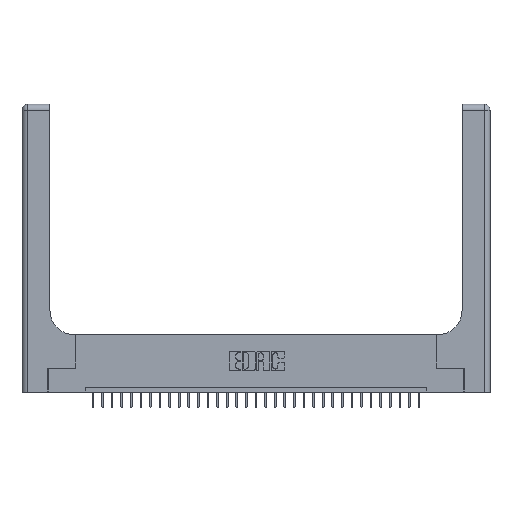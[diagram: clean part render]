
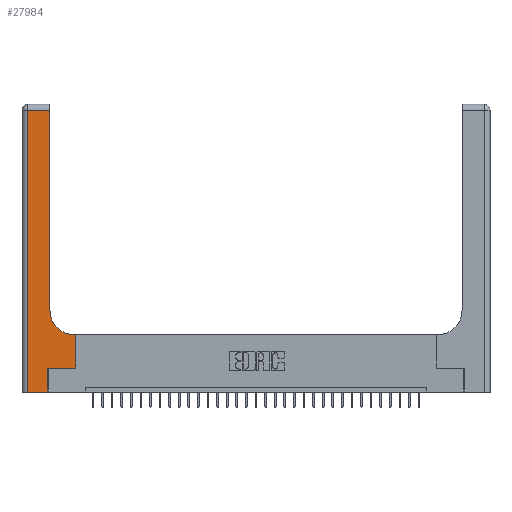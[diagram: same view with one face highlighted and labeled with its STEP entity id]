
A CAD part, top view. The second image highlights one B-rep face of the part: STEP entity #27984.
In plain terms, the highlighted planar face has unit normal (0, 0, 1).
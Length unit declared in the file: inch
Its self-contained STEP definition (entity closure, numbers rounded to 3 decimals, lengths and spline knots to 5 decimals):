
#175 = DIRECTION ( 'NONE',  ( 0., 0., -1. ) ) ;
#236 = LINE ( 'NONE', #16413, #11274 ) ;
#1263 = VECTOR ( 'NONE', #15864, 39.37008 ) ;
#1308 = CARTESIAN_POINT ( 'NONE',  ( 0.5415, 0.85, 0.37 ) ) ;
#1405 = ORIENTED_EDGE ( 'NONE', *, *, #7009, .T. ) ;
#1526 = CARTESIAN_POINT ( 'NONE',  ( 0.269, 0., 0.37 ) ) ;
#1871 = EDGE_CURVE ( 'NONE', #18662, #29824, #20825, .T. ) ;
#2072 = LINE ( 'NONE', #9088, #3636 ) ;
#2405 = VERTEX_POINT ( 'NONE', #21041 ) ;
#2990 = EDGE_CURVE ( 'NONE', #28317, #15656, #27581, .T. ) ;
#3288 = ORIENTED_EDGE ( 'NONE', *, *, #2990, .T. ) ;
#3636 = VECTOR ( 'NONE', #26649, 39.37008 ) ;
#3799 = EDGE_CURVE ( 'NONE', #6624, #18662, #9820, .T. ) ;
#4566 = DIRECTION ( 'NONE',  ( -1., 0., 0. ) ) ;
#4898 = CARTESIAN_POINT ( 'NONE',  ( 0.269, 0.25, 0.37 ) ) ;
#6005 = AXIS2_PLACEMENT_3D ( 'NONE', #16754, #11880, #29544 ) ;
#6624 = VERTEX_POINT ( 'NONE', #19326 ) ;
#6694 = EDGE_CURVE ( 'NONE', #2405, #6624, #236, .T. ) ;
#6897 = PLANE ( 'NONE',  #6005 ) ;
#7009 = EDGE_CURVE ( 'NONE', #29824, #28492, #27737, .T. ) ;
#7753 = CARTESIAN_POINT ( 'NONE',  ( 0.06, 0., 0.37 ) ) ;
#8296 = CARTESIAN_POINT ( 'NONE',  ( 0.06, 2.94, 0.37 ) ) ;
#8764 = DIRECTION ( 'NONE',  ( 1., 0., 0. ) ) ;
#9088 = CARTESIAN_POINT ( 'NONE',  ( 0.269, 0., 0.37 ) ) ;
#9356 = CARTESIAN_POINT ( 'NONE',  ( 0.5585, 0.25, 0.37 ) ) ;
#9820 = CIRCLE ( 'NONE', #25178, 0.25 ) ;
#10283 = EDGE_CURVE ( 'NONE', #15656, #17680, #2072, .T. ) ;
#11222 = ORIENTED_EDGE ( 'NONE', *, *, #6694, .T. ) ;
#11274 = VECTOR ( 'NONE', #4566, 39.37008 ) ;
#11880 = DIRECTION ( 'NONE',  ( 0., 0., -1. ) ) ;
#12451 = CARTESIAN_POINT ( 'NONE',  ( 0.2915, 3., 0.37 ) ) ;
#12578 = CARTESIAN_POINT ( 'NONE',  ( 0.06, 3., 0.37 ) ) ;
#15377 = DIRECTION ( 'NONE',  ( 1., 0., 0. ) ) ;
#15413 = EDGE_CURVE ( 'NONE', #29320, #2405, #18169, .T. ) ;
#15656 = VERTEX_POINT ( 'NONE', #1526 ) ;
#15864 = DIRECTION ( 'NONE',  ( 0., 1., 0. ) ) ;
#16413 = CARTESIAN_POINT ( 'NONE',  ( 0.2915, 0.6, 0.37 ) ) ;
#16625 = CARTESIAN_POINT ( 'NONE',  ( 0.269, 0.25, 0.37 ) ) ;
#16754 = CARTESIAN_POINT ( 'NONE',  ( 0., 3., 0.37 ) ) ;
#16775 = FACE_OUTER_BOUND ( 'NONE', #20511, .T. ) ;
#17406 = VECTOR ( 'NONE', #26655, 39.37008 ) ;
#17680 = VERTEX_POINT ( 'NONE', #4898 ) ;
#18169 = LINE ( 'NONE', #22331, #1263 ) ;
#18662 = VERTEX_POINT ( 'NONE', #30685 ) ;
#19326 = CARTESIAN_POINT ( 'NONE',  ( 0.5415, 0.6, 0.37 ) ) ;
#20511 = EDGE_LOOP ( 'NONE', ( #23592, #1405, #31585, #3288, #26895, #28247, #20816, #11222, #32358 ) ) ;
#20614 = LINE ( 'NONE', #12578, #29266 ) ;
#20816 = ORIENTED_EDGE ( 'NONE', *, *, #15413, .T. ) ;
#20825 = LINE ( 'NONE', #12451, #26725 ) ;
#20850 = LINE ( 'NONE', #16625, #25140 ) ;
#21041 = CARTESIAN_POINT ( 'NONE',  ( 0.5585, 0.6, 0.37 ) ) ;
#22321 = DIRECTION ( 'NONE',  ( 0., 1., 0. ) ) ;
#22331 = CARTESIAN_POINT ( 'NONE',  ( 0.5585, 0.25, 0.37 ) ) ;
#23215 = EDGE_CURVE ( 'NONE', #28492, #28317, #20614, .T. ) ;
#23592 = ORIENTED_EDGE ( 'NONE', *, *, #1871, .T. ) ;
#24013 = CARTESIAN_POINT ( 'NONE',  ( 0., 0., 0.37 ) ) ;
#24363 = CARTESIAN_POINT ( 'NONE',  ( 0.2915, 2.94, 0.37 ) ) ;
#25140 = VECTOR ( 'NONE', #8764, 39.37008 ) ;
#25178 = AXIS2_PLACEMENT_3D ( 'NONE', #1308, #175, #15377 ) ;
#25333 = VECTOR ( 'NONE', #32393, 39.37008 ) ;
#26649 = DIRECTION ( 'NONE',  ( 0., 1., 0. ) ) ;
#26655 = DIRECTION ( 'NONE',  ( 1., 0., 0. ) ) ;
#26725 = VECTOR ( 'NONE', #22321, 39.37008 ) ;
#26895 = ORIENTED_EDGE ( 'NONE', *, *, #10283, .T. ) ;
#27581 = LINE ( 'NONE', #24013, #17406 ) ;
#27737 = LINE ( 'NONE', #30078, #25333 ) ;
#27984 = ADVANCED_FACE ( 'NONE', ( #16775 ), #6897, .F. ) ;
#28247 = ORIENTED_EDGE ( 'NONE', *, *, #31101, .T. ) ;
#28317 = VERTEX_POINT ( 'NONE', #7753 ) ;
#28492 = VERTEX_POINT ( 'NONE', #8296 ) ;
#29266 = VECTOR ( 'NONE', #30130, 39.37008 ) ;
#29320 = VERTEX_POINT ( 'NONE', #9356 ) ;
#29544 = DIRECTION ( 'NONE',  ( -1., 0., 0. ) ) ;
#29824 = VERTEX_POINT ( 'NONE', #24363 ) ;
#30078 = CARTESIAN_POINT ( 'NONE',  ( 0., 2.94, 0.37 ) ) ;
#30130 = DIRECTION ( 'NONE',  ( 0., -1., 0. ) ) ;
#30685 = CARTESIAN_POINT ( 'NONE',  ( 0.2915, 0.85, 0.37 ) ) ;
#31101 = EDGE_CURVE ( 'NONE', #17680, #29320, #20850, .T. ) ;
#31585 = ORIENTED_EDGE ( 'NONE', *, *, #23215, .T. ) ;
#32358 = ORIENTED_EDGE ( 'NONE', *, *, #3799, .T. ) ;
#32393 = DIRECTION ( 'NONE',  ( -1., 0., 0. ) ) ;
